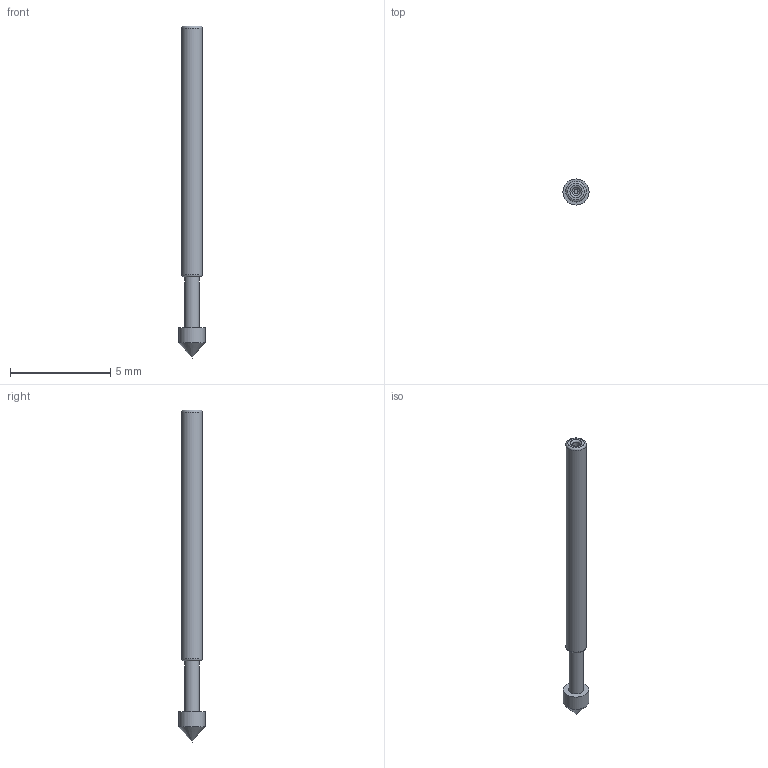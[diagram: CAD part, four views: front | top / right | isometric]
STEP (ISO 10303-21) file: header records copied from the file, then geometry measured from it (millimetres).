
FILE_DESCRIPTION(/* description */ ('STEP AP242','CAx-IF Rec.Pracs.---Representation and Presentation of Product Manufacturing Information (PMI)---4.0---2014-10-13','CAx-IF Rec.Pracs.---3D Tessellated Geometry---0.4---2014-09-14','2;1'),/* implementation_level */ '2;1');
FILE_NAME(/* name */ '63f647baa3f0a40780c3d997',/* time_stamp */ '2023-02-22T16:50:03+00:00',/* author */ (''),/* organization */ (''),/* preprocessor_version */ 'ST-DEVELOPER v18.102',/* originating_system */ ' ',/* authorisation */ ' ');
FILE_SCHEMA (('AP242_MANAGED_MODEL_BASED_3D_ENGINEERING_MIM_LF { 1 0 10303 442 1 1 4 }'));
Length unit declared in the file: metre
Products named in the file (1): Part 1
Bounding box: 1.3 x 1.3 x 16.54 mm (x, y, z)
Volume: 12.4 mm3; surface area: 55.3 mm2
Topology: 1 solids, 1 shells, 13 faces, 23 edges, 14 vertices
Faces by surface type: torus 4, cylinder 4, plane 4, cone 1
Full cylindrical faces by diameter (mm): 0.4 x1, 0.74 x1, 1.02 x1, 1.3 x1
Entity records: 359 total; most frequent: DIRECTION 52, CARTESIAN_POINT 39, AXIS2_PLACEMENT_3D 26, FACE_BOUND 25, ORIENTED_EDGE 24, EDGE_LOOP 24, VERTEX_POINT 13, ADVANCED_FACE 13
